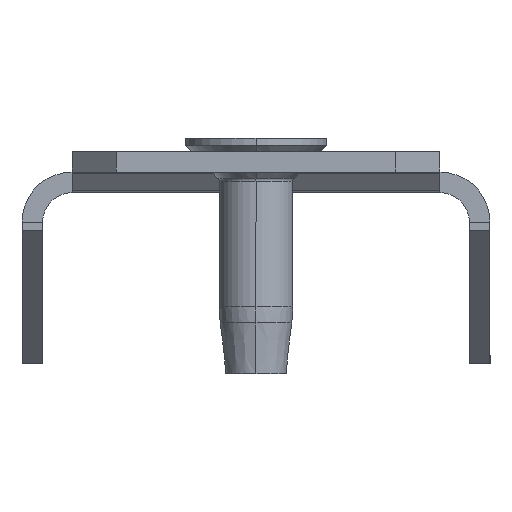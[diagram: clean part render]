
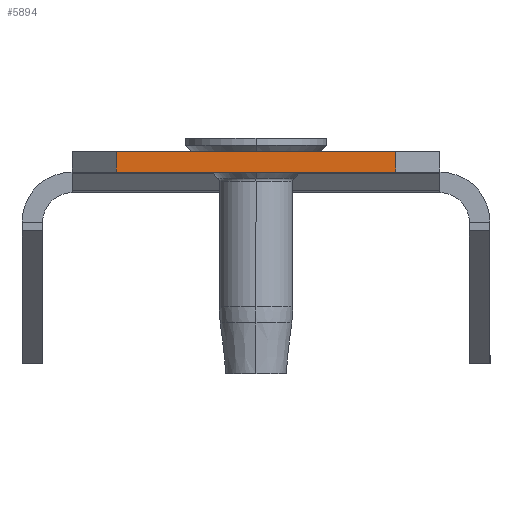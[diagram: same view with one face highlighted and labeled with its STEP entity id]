
A CAD part, left-side view. The second image highlights one B-rep face of the part: STEP entity #5894.
In plain terms, the highlighted planar face has unit normal (-1, 0, 0).
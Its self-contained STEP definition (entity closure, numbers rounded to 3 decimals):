
#22 = AXIS2_PLACEMENT_3D ( 'NONE', #3346, #1949, #5713 ) ;
#253 = CARTESIAN_POINT ( 'NONE',  ( -245., -9.5, 1.4 ) ) ;
#369 = DIRECTION ( 'NONE',  ( 0., -1., 0. ) ) ;
#389 = LINE ( 'NONE', #2230, #5441 ) ;
#595 = ORIENTED_EDGE ( 'NONE', *, *, #4057, .T. ) ;
#1279 = CARTESIAN_POINT ( 'NONE',  ( -245., 12.5, 2.8 ) ) ;
#1362 = LINE ( 'NONE', #3722, #3514 ) ;
#1617 = DIRECTION ( 'NONE',  ( 0., 0., -1. ) ) ;
#1724 = VERTEX_POINT ( 'NONE', #253 ) ;
#1742 = VECTOR ( 'NONE', #1617, 1000. ) ;
#1821 = VECTOR ( 'NONE', #3165, 1000. ) ;
#1949 = DIRECTION ( 'NONE',  ( 1., 0., 0. ) ) ;
#2091 = EDGE_LOOP ( 'NONE', ( #3051, #595, #4748, #4472 ) ) ;
#2230 = CARTESIAN_POINT ( 'NONE',  ( -245., -9.5, 2.8 ) ) ;
#2662 = VERTEX_POINT ( 'NONE', #3937 ) ;
#2829 = FACE_OUTER_BOUND ( 'NONE', #2091, .T. ) ;
#3005 = LINE ( 'NONE', #1279, #1821 ) ;
#3051 = ORIENTED_EDGE ( 'NONE', *, *, #3663, .F. ) ;
#3165 = DIRECTION ( 'NONE',  ( 0., -1., 0. ) ) ;
#3346 = CARTESIAN_POINT ( 'NONE',  ( -245., 12.5, 2.8 ) ) ;
#3514 = VECTOR ( 'NONE', #369, 1000. ) ;
#3658 = VERTEX_POINT ( 'NONE', #4978 ) ;
#3663 = EDGE_CURVE ( 'NONE', #3658, #4166, #3005, .T. ) ;
#3722 = CARTESIAN_POINT ( 'NONE',  ( -245., 12.5, 1.4 ) ) ;
#3872 = PLANE ( 'NONE',  #22 ) ;
#3937 = CARTESIAN_POINT ( 'NONE',  ( -245., 9.5, 1.4 ) ) ;
#4057 = EDGE_CURVE ( 'NONE', #3658, #2662, #5217, .T. ) ;
#4166 = VERTEX_POINT ( 'NONE', #4488 ) ;
#4472 = ORIENTED_EDGE ( 'NONE', *, *, #4584, .T. ) ;
#4488 = CARTESIAN_POINT ( 'NONE',  ( -245., -9.5, 2.8 ) ) ;
#4584 = EDGE_CURVE ( 'NONE', #1724, #4166, #389, .T. ) ;
#4720 = EDGE_CURVE ( 'NONE', #2662, #1724, #1362, .T. ) ;
#4748 = ORIENTED_EDGE ( 'NONE', *, *, #4720, .T. ) ;
#4978 = CARTESIAN_POINT ( 'NONE',  ( -245., 9.5, 2.8 ) ) ;
#5060 = DIRECTION ( 'NONE',  ( 0., 0., 1. ) ) ;
#5217 = LINE ( 'NONE', #5832, #1742 ) ;
#5441 = VECTOR ( 'NONE', #5060, 1000. ) ;
#5713 = DIRECTION ( 'NONE',  ( 0., 0., -1. ) ) ;
#5832 = CARTESIAN_POINT ( 'NONE',  ( -245., 9.5, 2.8 ) ) ;
#5894 = ADVANCED_FACE ( 'NONE', ( #2829 ), #3872, .F. ) ;
